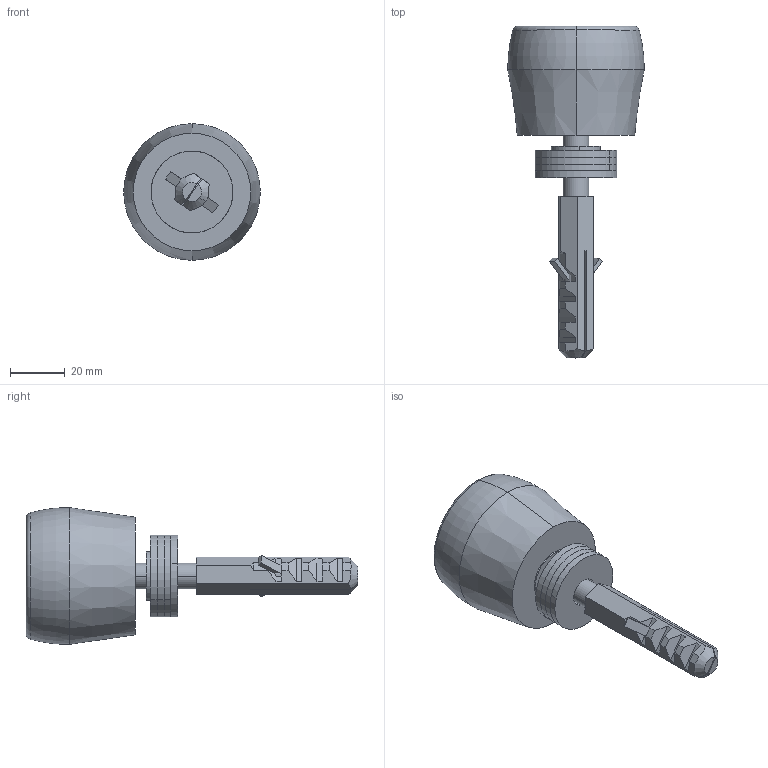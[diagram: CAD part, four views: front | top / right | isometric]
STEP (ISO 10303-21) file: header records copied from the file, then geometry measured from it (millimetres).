
FILE_DESCRIPTION (( 'STEP AP203' ), '1' );
FILE_NAME ('1.35.N58.STEP', '2019-06-04T11:31:51', ( '' ), ( '' ), 'SwSTEP 2.0', 'SolidWorks 2018', '' );
FILE_SCHEMA (( 'CONFIG_CONTROL_DESIGN' ));
Length unit declared in the file: millimetre
Products named in the file (1): 1.35.N58
Bounding box: 50 x 121.46 x 50 mm (x, y, z)
Volume: 82099.5 mm3; surface area: 29369.9 mm2
Topology: 9 solids, 9 shells, 132 faces, 325 edges, 209 vertices
Faces by surface type: plane 83, cylinder 30, cone 15, torus 4
Entity records: 4070 total; most frequent: CARTESIAN_POINT 820, DIRECTION 659, ORIENTED_EDGE 646, EDGE_CURVE 323, AXIS2_PLACEMENT_3D 226, VERTEX_POINT 209, LINE 207, VECTOR 207
